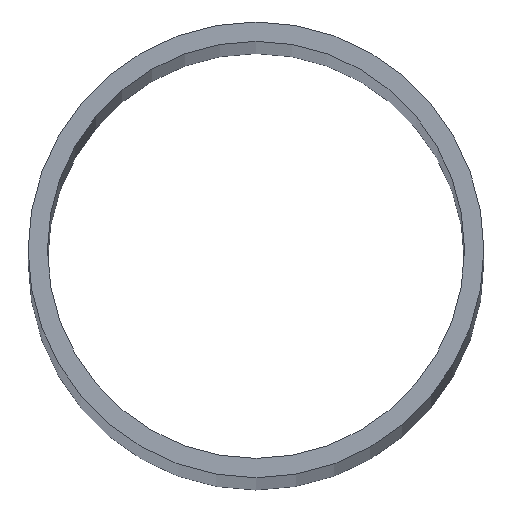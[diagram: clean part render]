
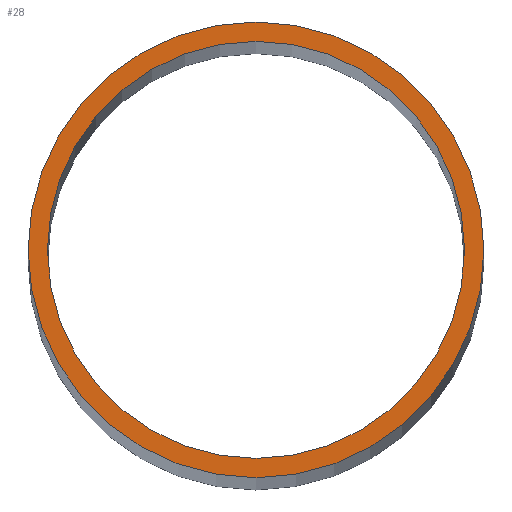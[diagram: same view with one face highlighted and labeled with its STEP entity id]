
A CAD part, top view. The second image highlights one B-rep face of the part: STEP entity #28.
In plain terms, the highlighted planar face has unit normal (0, 0, 1).
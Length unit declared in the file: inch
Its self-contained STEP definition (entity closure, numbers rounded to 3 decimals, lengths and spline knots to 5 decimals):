
#4 = AXIS2_PLACEMENT_3D ( 'NONE', #35, #168, #9 ) ;
#8 = EDGE_CURVE ( 'NONE', #221, #198, #21, .T. ) ;
#9 = DIRECTION ( 'NONE',  ( 1., 0., 0. ) ) ;
#13 = CIRCLE ( 'NONE', #186, 7. ) ;
#21 = CIRCLE ( 'NONE', #150, 6.406 ) ;
#23 = EDGE_CURVE ( 'NONE', #219, #115, #182, .T. ) ;
#25 = EDGE_LOOP ( 'NONE', ( #179, #139 ) ) ;
#28 = ADVANCED_FACE ( 'NONE', ( #80, #160 ), #105, .T. ) ;
#35 = CARTESIAN_POINT ( 'NONE',  ( 0., 0., 216. ) ) ;
#45 = CIRCLE ( 'NONE', #4, 6.406 ) ;
#48 = CARTESIAN_POINT ( 'NONE',  ( -7., 0., 216. ) ) ;
#49 = CARTESIAN_POINT ( 'NONE',  ( -6.406, 0., 216. ) ) ;
#51 = DIRECTION ( 'NONE',  ( 1., 0., 0. ) ) ;
#64 = AXIS2_PLACEMENT_3D ( 'NONE', #97, #100, #176 ) ;
#80 = FACE_OUTER_BOUND ( 'NONE', #140, .T. ) ;
#97 = CARTESIAN_POINT ( 'NONE',  ( 0., 0., 216. ) ) ;
#99 = CARTESIAN_POINT ( 'NONE',  ( 0., 0., 216. ) ) ;
#100 = DIRECTION ( 'NONE',  ( 0., 0., 1. ) ) ;
#105 = PLANE ( 'NONE',  #203 ) ;
#115 = VERTEX_POINT ( 'NONE', #48 ) ;
#130 = ORIENTED_EDGE ( 'NONE', *, *, #23, .T. ) ;
#138 = DIRECTION ( 'NONE',  ( 1., 0., 0. ) ) ;
#139 = ORIENTED_EDGE ( 'NONE', *, *, #188, .F. ) ;
#140 = EDGE_LOOP ( 'NONE', ( #217, #130 ) ) ;
#142 = DIRECTION ( 'NONE',  ( 0., 0., 1. ) ) ;
#145 = CARTESIAN_POINT ( 'NONE',  ( 0., 0., 216. ) ) ;
#150 = AXIS2_PLACEMENT_3D ( 'NONE', #99, #214, #138 ) ;
#160 = FACE_BOUND ( 'NONE', #25, .T. ) ;
#163 = DIRECTION ( 'NONE',  ( 1., 0., 0. ) ) ;
#168 = DIRECTION ( 'NONE',  ( 0., 0., 1. ) ) ;
#176 = DIRECTION ( 'NONE',  ( 1., 0., 0. ) ) ;
#179 = ORIENTED_EDGE ( 'NONE', *, *, #8, .F. ) ;
#182 = CIRCLE ( 'NONE', #64, 7. ) ;
#186 = AXIS2_PLACEMENT_3D ( 'NONE', #231, #246, #51 ) ;
#188 = EDGE_CURVE ( 'NONE', #198, #221, #45, .T. ) ;
#198 = VERTEX_POINT ( 'NONE', #204 ) ;
#201 = EDGE_CURVE ( 'NONE', #115, #219, #13, .T. ) ;
#203 = AXIS2_PLACEMENT_3D ( 'NONE', #145, #142, #163 ) ;
#204 = CARTESIAN_POINT ( 'NONE',  ( 6.406, 0., 216. ) ) ;
#214 = DIRECTION ( 'NONE',  ( 0., 0., 1. ) ) ;
#217 = ORIENTED_EDGE ( 'NONE', *, *, #201, .T. ) ;
#219 = VERTEX_POINT ( 'NONE', #227 ) ;
#221 = VERTEX_POINT ( 'NONE', #49 ) ;
#227 = CARTESIAN_POINT ( 'NONE',  ( 7., 0., 216. ) ) ;
#231 = CARTESIAN_POINT ( 'NONE',  ( 0., 0., 216. ) ) ;
#246 = DIRECTION ( 'NONE',  ( 0., 0., 1. ) ) ;
